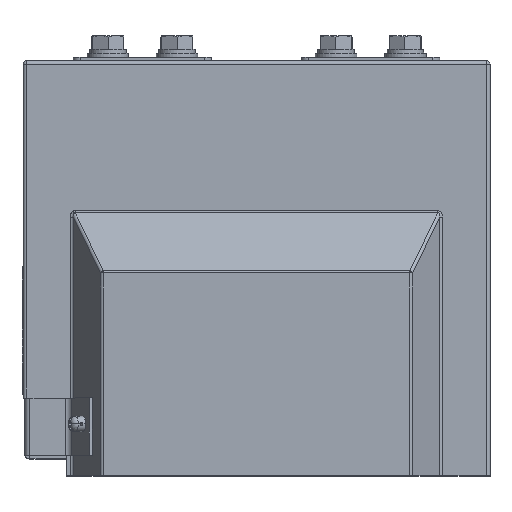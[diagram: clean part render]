
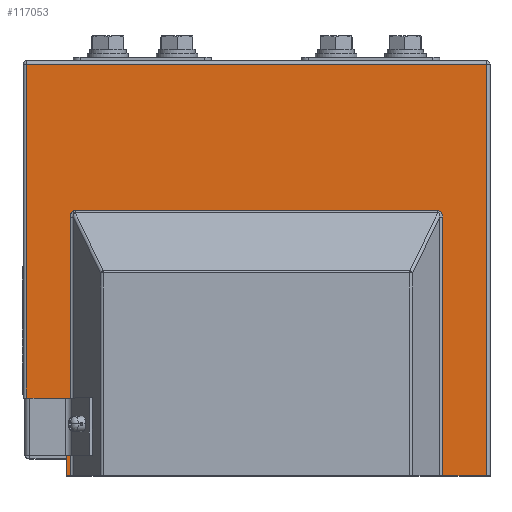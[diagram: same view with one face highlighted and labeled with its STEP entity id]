
A CAD part, top view. The second image highlights one B-rep face of the part: STEP entity #117053.
In plain terms, the highlighted planar face has unit normal (0, 0, 1).
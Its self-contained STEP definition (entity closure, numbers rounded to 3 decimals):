
#1420 = EDGE_CURVE ( 'NONE', #81999, #76492, #88156, .T. ) ;
#2711 = CARTESIAN_POINT ( 'NONE',  ( 106.585, 153.289, 60. ) ) ;
#4887 = VERTEX_POINT ( 'NONE', #179292 ) ;
#11030 = EDGE_CURVE ( 'NONE', #142356, #64526, #155313, .T. ) ;
#12659 = EDGE_CURVE ( 'NONE', #113142, #142356, #79951, .T. ) ;
#17129 = VERTEX_POINT ( 'NONE', #90127 ) ;
#18639 = DIRECTION ( 'NONE',  ( -1., 0., 0. ) ) ;
#20040 = CARTESIAN_POINT ( 'NONE',  ( -110., 240., 60. ) ) ;
#23405 = VERTEX_POINT ( 'NONE', #100635 ) ;
#23834 =( BOUNDED_CURVE ( )  B_SPLINE_CURVE ( 3, ( #167213, #124296, #49963, #154145 ),
 .UNSPECIFIED., .F., .F. ) 
 B_SPLINE_CURVE_WITH_KNOTS ( ( 4, 4 ),
 ( 0., 0.894 ),
 .UNSPECIFIED. ) 
 CURVE ( )  GEOMETRIC_REPRESENTATION_ITEM ( )  RATIONAL_B_SPLINE_CURVE ( ( 1., 0.935, 0.935, 1. ) ) 
 REPRESENTATION_ITEM ( '' )  );
#23868 = EDGE_CURVE ( 'NONE', #23405, #56530, #185561, .T. ) ;
#24684 = ORIENTED_EDGE ( 'NONE', *, *, #11030, .T. ) ;
#25462 = CARTESIAN_POINT ( 'NONE',  ( -110., 45., 60. ) ) ;
#26933 = VECTOR ( 'NONE', #172011, 1000. ) ;
#28183 = DIRECTION ( 'NONE',  ( 0., 0., -1. ) ) ;
#33403 = VERTEX_POINT ( 'NONE', #116091 ) ;
#36588 = ORIENTED_EDGE ( 'NONE', *, *, #141216, .T. ) ;
#37083 = AXIS2_PLACEMENT_3D ( 'NONE', #101369, #28183, #132568 ) ;
#40180 = VECTOR ( 'NONE', #54756, 1000. ) ;
#43160 = EDGE_CURVE ( 'NONE', #33403, #192912, #118830, .T. ) ;
#46462 = EDGE_CURVE ( 'NONE', #64526, #81688, #188437, .T. ) ;
#48171 = VECTOR ( 'NONE', #18639, 1000. ) ;
#48708 = CARTESIAN_POINT ( 'NONE',  ( -104.805, 153.289, 60. ) ) ;
#49963 = CARTESIAN_POINT ( 'NONE',  ( -107.655, 151.221, 60. ) ) ;
#50603 = EDGE_CURVE ( 'NONE', #133041, #17129, #105401, .T. ) ;
#52799 = CARTESIAN_POINT ( 'NONE',  ( -107.655, 152.561, 60. ) ) ;
#54422 = EDGE_LOOP ( 'NONE', ( #147820, #140877, #99074, #127048, #75870, #68958, #24684, #167032, #76254, #71765, #95116, #123169, #36588 ) ) ;
#54756 = DIRECTION ( 'NONE',  ( 0., -1., 0. ) ) ;
#55345 = EDGE_CURVE ( 'NONE', #76492, #113142, #136789, .T. ) ;
#56530 = VERTEX_POINT ( 'NONE', #116858 ) ;
#62282 = CARTESIAN_POINT ( 'NONE',  ( 107.655, 151.847, 60. ) ) ;
#62632 = VECTOR ( 'NONE', #153281, 1000. ) ;
#63824 = CARTESIAN_POINT ( 'NONE',  ( -105.21, 153.289, 60. ) ) ;
#64526 = VERTEX_POINT ( 'NONE', #25462 ) ;
#66454 = CARTESIAN_POINT ( 'NONE',  ( 133., 238., 60. ) ) ;
#68958 = ORIENTED_EDGE ( 'NONE', *, *, #12659, .T. ) ;
#69697 = VECTOR ( 'NONE', #175697, 1000. ) ;
#71528 = CARTESIAN_POINT ( 'NONE',  ( -135., 0., 60. ) ) ;
#71765 = ORIENTED_EDGE ( 'NONE', *, *, #23868, .T. ) ;
#74333 = VECTOR ( 'NONE', #124420, 1000. ) ;
#75870 = ORIENTED_EDGE ( 'NONE', *, *, #55345, .T. ) ;
#76254 = ORIENTED_EDGE ( 'NONE', *, *, #100197, .T. ) ;
#76492 = VERTEX_POINT ( 'NONE', #66454 ) ;
#78753 = CARTESIAN_POINT ( 'NONE',  ( -105.93, 153.039, 60. ) ) ;
#79836 = VECTOR ( 'NONE', #112218, 1000. ) ;
#79951 = LINE ( 'NONE', #144003, #40180 ) ;
#81688 = VERTEX_POINT ( 'NONE', #183551 ) ;
#81718 = FACE_OUTER_BOUND ( 'NONE', #54422, .T. ) ;
#81999 = VERTEX_POINT ( 'NONE', #146963 ) ;
#86152 = CARTESIAN_POINT ( 'NONE',  ( -133., 45., 60. ) ) ;
#87610 = EDGE_CURVE ( 'NONE', #192912, #56530, #23834, .T. ) ;
#87617 = PLANE ( 'NONE',  #37083 ) ;
#88156 = LINE ( 'NONE', #153674, #62632 ) ;
#90127 = CARTESIAN_POINT ( 'NONE',  ( 104.805, 153.289, 60. ) ) ;
#94190 = LINE ( 'NONE', #109264, #129053 ) ;
#95116 = ORIENTED_EDGE ( 'NONE', *, *, #87610, .F. ) ;
#97669 = CARTESIAN_POINT ( 'NONE',  ( 106.5, 153.289, 60. ) ) ;
#99074 = ORIENTED_EDGE ( 'NONE', *, *, #177942, .T. ) ;
#100197 = EDGE_CURVE ( 'NONE', #81688, #23405, #148894, .T. ) ;
#100635 = CARTESIAN_POINT ( 'NONE',  ( -107.655, 0., 60. ) ) ;
#101369 = CARTESIAN_POINT ( 'NONE',  ( -135., 240., 60. ) ) ;
#105401 =( BOUNDED_CURVE ( )  B_SPLINE_CURVE ( 3, ( #166443, #62282, #2711, #107274 ),
 .UNSPECIFIED., .F., .F. ) 
 B_SPLINE_CURVE_WITH_KNOTS ( ( 4, 4 ),
 ( 2.248, 3.426 ),
 .UNSPECIFIED. ) 
 CURVE ( )  GEOMETRIC_REPRESENTATION_ITEM ( )  RATIONAL_B_SPLINE_CURVE ( ( 1., 0.888, 0.888, 1. ) ) 
 REPRESENTATION_ITEM ( '' )  );
#106496 = VECTOR ( 'NONE', #184460, 1000. ) ;
#107274 = CARTESIAN_POINT ( 'NONE',  ( 104.805, 153.289, 60. ) ) ;
#109264 = CARTESIAN_POINT ( 'NONE',  ( 106.5, 0., 60. ) ) ;
#112218 = DIRECTION ( 'NONE',  ( 0., -1., 0. ) ) ;
#113142 = VERTEX_POINT ( 'NONE', #177161 ) ;
#116091 = CARTESIAN_POINT ( 'NONE',  ( -104.805, 153.289, 60. ) ) ;
#116858 = CARTESIAN_POINT ( 'NONE',  ( -107.655, 149.449, 60. ) ) ;
#117053 = ADVANCED_FACE ( 'NONE', ( #81718 ), #87617, .F. ) ;
#118830 =( BOUNDED_CURVE ( )  B_SPLINE_CURVE ( 3, ( #48708, #63824, #167925, #78753 ),
 .UNSPECIFIED., .F., .F. ) 
 B_SPLINE_CURVE_WITH_KNOTS ( ( 4, 4 ),
 ( 5.999, 6.283 ),
 .UNSPECIFIED. ) 
 CURVE ( )  GEOMETRIC_REPRESENTATION_ITEM ( )  RATIONAL_B_SPLINE_CURVE ( ( 1., 0.993, 0.993, 1. ) ) 
 REPRESENTATION_ITEM ( '' )  );
#123002 = CARTESIAN_POINT ( 'NONE',  ( -135., 238., 60. ) ) ;
#123169 = ORIENTED_EDGE ( 'NONE', *, *, #43160, .F. ) ;
#124218 = DIRECTION ( 'NONE',  ( 1., 0., 0. ) ) ;
#124296 = CARTESIAN_POINT ( 'NONE',  ( -107.039, 152.502, 60. ) ) ;
#124309 = EDGE_CURVE ( 'NONE', #133041, #4887, #154322, .T. ) ;
#124420 = DIRECTION ( 'NONE',  ( 0., -1., 0. ) ) ;
#125397 = VECTOR ( 'NONE', #187452, 1000. ) ;
#127048 = ORIENTED_EDGE ( 'NONE', *, *, #1420, .T. ) ;
#129053 = VECTOR ( 'NONE', #124218, 1000. ) ;
#132568 = DIRECTION ( 'NONE',  ( -1., 0., 0. ) ) ;
#133041 = VERTEX_POINT ( 'NONE', #165327 ) ;
#136789 = LINE ( 'NONE', #123002, #48171 ) ;
#139491 = CARTESIAN_POINT ( 'NONE',  ( -135., 45., 60. ) ) ;
#140877 = ORIENTED_EDGE ( 'NONE', *, *, #124309, .T. ) ;
#141216 = EDGE_CURVE ( 'NONE', #33403, #17129, #160233, .T. ) ;
#142356 = VERTEX_POINT ( 'NONE', #86152 ) ;
#144003 = CARTESIAN_POINT ( 'NONE',  ( -133., 240., 60. ) ) ;
#146963 = CARTESIAN_POINT ( 'NONE',  ( 133., 0., 60. ) ) ;
#147820 = ORIENTED_EDGE ( 'NONE', *, *, #50603, .F. ) ;
#148894 = LINE ( 'NONE', #71528, #69697 ) ;
#153281 = DIRECTION ( 'NONE',  ( 0., 1., 0. ) ) ;
#153674 = CARTESIAN_POINT ( 'NONE',  ( 133., 240., 60. ) ) ;
#154145 = CARTESIAN_POINT ( 'NONE',  ( -107.655, 149.449, 60. ) ) ;
#154322 = LINE ( 'NONE', #156390, #79836 ) ;
#155313 = LINE ( 'NONE', #139491, #106496 ) ;
#155829 = CARTESIAN_POINT ( 'NONE',  ( -105.93, 153.039, 60. ) ) ;
#156390 = CARTESIAN_POINT ( 'NONE',  ( 107.655, 0., 60. ) ) ;
#160233 = LINE ( 'NONE', #97669, #125397 ) ;
#165327 = CARTESIAN_POINT ( 'NONE',  ( 107.655, 149.449, 60. ) ) ;
#166443 = CARTESIAN_POINT ( 'NONE',  ( 107.655, 149.449, 60. ) ) ;
#167032 = ORIENTED_EDGE ( 'NONE', *, *, #46462, .T. ) ;
#167213 = CARTESIAN_POINT ( 'NONE',  ( -105.93, 153.039, 60. ) ) ;
#167925 = CARTESIAN_POINT ( 'NONE',  ( -105.588, 153.205, 60. ) ) ;
#172011 = DIRECTION ( 'NONE',  ( 0., 1., 0. ) ) ;
#175697 = DIRECTION ( 'NONE',  ( 1., 0., 0. ) ) ;
#177161 = CARTESIAN_POINT ( 'NONE',  ( -133., 238., 60. ) ) ;
#177942 = EDGE_CURVE ( 'NONE', #4887, #81999, #94190, .T. ) ;
#179292 = CARTESIAN_POINT ( 'NONE',  ( 107.655, 0., 60. ) ) ;
#183551 = CARTESIAN_POINT ( 'NONE',  ( -110., 0., 60. ) ) ;
#184460 = DIRECTION ( 'NONE',  ( 1., 0., 0. ) ) ;
#185561 = LINE ( 'NONE', #52799, #26933 ) ;
#187452 = DIRECTION ( 'NONE',  ( 1., 0., 0. ) ) ;
#188437 = LINE ( 'NONE', #20040, #74333 ) ;
#192912 = VERTEX_POINT ( 'NONE', #155829 ) ;
